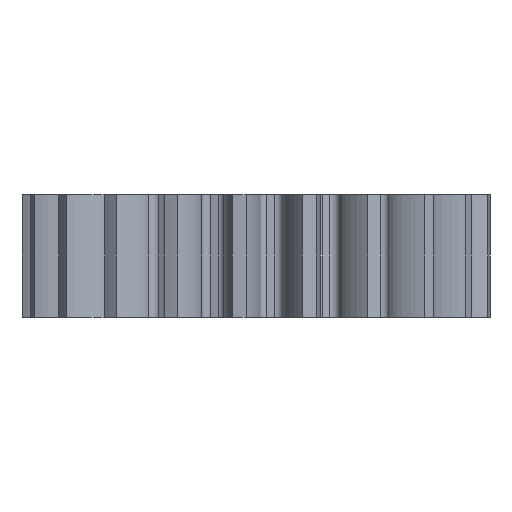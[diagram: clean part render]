
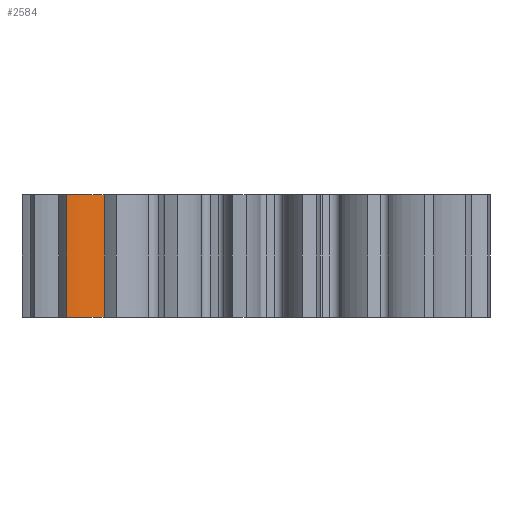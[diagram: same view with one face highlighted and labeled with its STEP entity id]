
A CAD part, front view. The second image highlights one B-rep face of the part: STEP entity #2584.
In plain terms, the highlighted free-form (B-spline) face has degree [3, 1] with [11, 2] control points.
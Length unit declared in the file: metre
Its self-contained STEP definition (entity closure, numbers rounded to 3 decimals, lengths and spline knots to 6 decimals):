
#134=B_SPLINE_SURFACE_WITH_KNOTS('',3,1,((#6069,#6070),(#6071,#6072),(#6073,
#6074),(#6075,#6076),(#6077,#6078),(#6079,#6080),(#6081,#6082),(#6083,#6084),
(#6085,#6086),(#6087,#6088),(#6089,#6090)),.SURF_OF_LINEAR_EXTRUSION.,.F.,
 .F.,.F.,(4,1,1,1,1,1,1,1,4),(2,2),(0.066935,0.125077,
0.18322,0.241362,0.299504,0.415789,
0.532074,0.764643,0.997213),(0.,1.),
 .UNSPECIFIED.);
#244=LINE('',#6068,#398);
#245=LINE('',#6091,#399);
#398=VECTOR('',#3461,1.);
#399=VECTOR('',#3462,1.);
#1118=ORIENTED_EDGE('',*,*,#1650,.F.);
#1119=ORIENTED_EDGE('',*,*,#1817,.T.);
#1120=ORIENTED_EDGE('',*,*,#1540,.T.);
#1121=ORIENTED_EDGE('',*,*,#1816,.T.);
#1540=EDGE_CURVE('',#1955,#1954,#2178,.T.);
#1650=EDGE_CURVE('',#2064,#2065,#2210,.T.);
#1816=EDGE_CURVE('',#1954,#2065,#244,.T.);
#1817=EDGE_CURVE('',#2064,#1955,#245,.F.);
#1954=VERTEX_POINT('',#4183);
#1955=VERTEX_POINT('',#4199);
#2064=VERTEX_POINT('',#4852);
#2065=VERTEX_POINT('',#4868);
#2178=B_SPLINE_CURVE_WITH_KNOTS('',3,(#4184,#4185,#4186,#4187,#4188,#4189,
#4190,#4191,#4192,#4193,#4194,#4195,#4196,#4197,#4198),.UNSPECIFIED.,.F.,
 .F.,(4,1,1,1,1,1,1,1,1,1,1,1,4),(0.,0.157279,0.19542,
0.24466,0.302921,0.368984,0.442018,
0.521415,0.606701,0.697495,0.793481,
0.894392,1.),.UNSPECIFIED.);
#2210=B_SPLINE_CURVE_WITH_KNOTS('',3,(#4853,#4854,#4855,#4856,#4857,#4858,
#4859,#4860,#4861,#4862,#4863,#4864,#4865,#4866,#4867),.UNSPECIFIED.,.F.,
 .F.,(4,1,1,1,1,1,1,1,1,1,1,1,4),(0.,0.157279,0.19542,
0.24466,0.302921,0.368984,0.442018,
0.521415,0.606701,0.697495,0.793481,
0.894392,1.),.UNSPECIFIED.);
#2292=EDGE_LOOP('',(#1118,#1119,#1120,#1121));
#2434=FACE_BOUND('',#2292,.T.);
#2584=ADVANCED_FACE('',(#2434),#134,.T.);
#3461=DIRECTION('',(0.,0.,-1.));
#3462=DIRECTION('',(0.,0.,-1.));
#4183=CARTESIAN_POINT('',(-0.0693,-0.006764,0.006));
#4184=CARTESIAN_POINT('',(-0.067145,-0.005874,0.006));
#4185=CARTESIAN_POINT('',(-0.067358,-0.006051,0.006));
#4186=CARTESIAN_POINT('',(-0.067622,-0.00627,0.006));
#4187=CARTESIAN_POINT('',(-0.067659,-0.006293,0.006));
#4188=CARTESIAN_POINT('',(-0.067717,-0.00633,0.006));
#4189=CARTESIAN_POINT('',(-0.06779,-0.006371,0.006));
#4190=CARTESIAN_POINT('',(-0.06789,-0.006421,0.006));
#4191=CARTESIAN_POINT('',(-0.068014,-0.006476,0.006));
#4192=CARTESIAN_POINT('',(-0.068164,-0.006533,0.006));
#4193=CARTESIAN_POINT('',(-0.06834,-0.00659,0.006));
#4194=CARTESIAN_POINT('',(-0.068543,-0.006644,0.006));
#4195=CARTESIAN_POINT('',(-0.068772,-0.006694,0.006));
#4196=CARTESIAN_POINT('',(-0.069027,-0.006736,0.006));
#4197=CARTESIAN_POINT('',(-0.069213,-0.006756,0.006));
#4198=CARTESIAN_POINT('',(-0.069308,-0.006765,0.006));
#4199=CARTESIAN_POINT('',(-0.067424,-0.006106,0.006));
#4852=CARTESIAN_POINT('',(-0.067424,-0.006106,0.));
#4853=CARTESIAN_POINT('',(-0.067145,-0.005874,0.));
#4854=CARTESIAN_POINT('',(-0.067358,-0.006051,0.));
#4855=CARTESIAN_POINT('',(-0.067622,-0.00627,0.));
#4856=CARTESIAN_POINT('',(-0.067659,-0.006293,0.));
#4857=CARTESIAN_POINT('',(-0.067717,-0.00633,0.));
#4858=CARTESIAN_POINT('',(-0.06779,-0.006371,0.));
#4859=CARTESIAN_POINT('',(-0.06789,-0.006421,0.));
#4860=CARTESIAN_POINT('',(-0.068014,-0.006476,0.));
#4861=CARTESIAN_POINT('',(-0.068164,-0.006533,0.));
#4862=CARTESIAN_POINT('',(-0.06834,-0.00659,0.));
#4863=CARTESIAN_POINT('',(-0.068543,-0.006644,0.));
#4864=CARTESIAN_POINT('',(-0.068772,-0.006694,0.));
#4865=CARTESIAN_POINT('',(-0.069027,-0.006736,0.));
#4866=CARTESIAN_POINT('',(-0.069213,-0.006756,0.));
#4867=CARTESIAN_POINT('',(-0.069308,-0.006765,0.));
#4868=CARTESIAN_POINT('',(-0.0693,-0.006764,0.));
#6068=CARTESIAN_POINT('',(-0.0693,-0.006764,0.006));
#6069=CARTESIAN_POINT('',(-0.067405,-0.00609,0.006));
#6070=CARTESIAN_POINT('',(-0.067405,-0.00609,0.));
#6071=CARTESIAN_POINT('',(-0.067474,-0.006146,0.006));
#6072=CARTESIAN_POINT('',(-0.067474,-0.006146,0.));
#6073=CARTESIAN_POINT('',(-0.067598,-0.006248,0.006));
#6074=CARTESIAN_POINT('',(-0.067598,-0.006248,0.));
#6075=CARTESIAN_POINT('',(-0.067654,-0.006291,0.006));
#6076=CARTESIAN_POINT('',(-0.067654,-0.006291,0.));
#6077=CARTESIAN_POINT('',(-0.067706,-0.006323,0.006));
#6078=CARTESIAN_POINT('',(-0.067706,-0.006323,0.));
#6079=CARTESIAN_POINT('',(-0.067809,-0.006382,0.006));
#6080=CARTESIAN_POINT('',(-0.067809,-0.006382,0.));
#6081=CARTESIAN_POINT('',(-0.06796,-0.006455,0.006));
#6082=CARTESIAN_POINT('',(-0.06796,-0.006455,0.));
#6083=CARTESIAN_POINT('',(-0.068252,-0.006568,0.006));
#6084=CARTESIAN_POINT('',(-0.068252,-0.006568,0.));
#6085=CARTESIAN_POINT('',(-0.068685,-0.006688,0.006));
#6086=CARTESIAN_POINT('',(-0.068685,-0.006688,0.));
#6087=CARTESIAN_POINT('',(-0.069091,-0.006743,0.006));
#6088=CARTESIAN_POINT('',(-0.069091,-0.006743,0.));
#6089=CARTESIAN_POINT('',(-0.0693,-0.006764,0.006));
#6090=CARTESIAN_POINT('',(-0.0693,-0.006764,0.));
#6091=CARTESIAN_POINT('',(-0.067424,-0.006106,0.));
